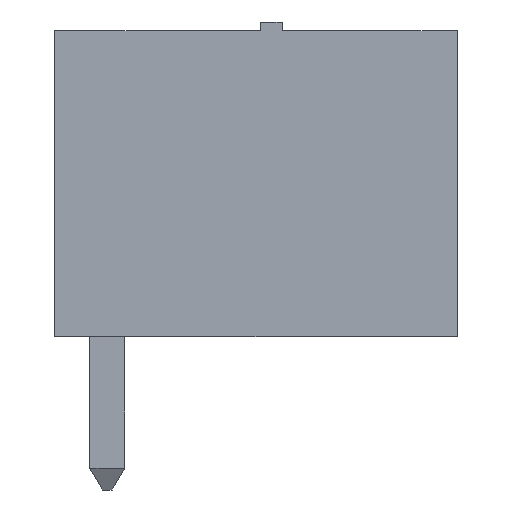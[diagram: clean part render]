
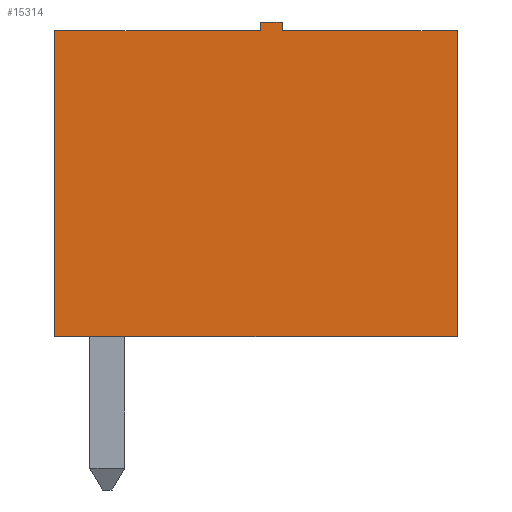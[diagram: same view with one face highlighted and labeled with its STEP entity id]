
A CAD part, left-side view. The second image highlights one B-rep face of the part: STEP entity #15314.
In plain terms, the highlighted planar face has unit normal (-1, 0, 0).
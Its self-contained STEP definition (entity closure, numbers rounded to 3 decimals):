
#326 = CARTESIAN_POINT ( 'NONE',  ( -8.215, 4.6, 7. ) ) ;
#427 = ORIENTED_EDGE ( 'NONE', *, *, #19490, .F. ) ;
#662 = EDGE_CURVE ( 'NONE', #14210, #16064, #2170, .T. ) ;
#1197 = CARTESIAN_POINT ( 'NONE',  ( -8.215, -0.6, 7.2 ) ) ;
#1424 = LINE ( 'NONE', #23428, #3068 ) ;
#1743 = LINE ( 'NONE', #5670, #13508 ) ;
#1853 = AXIS2_PLACEMENT_3D ( 'NONE', #23065, #4746, #15440 ) ;
#1926 = CARTESIAN_POINT ( 'NONE',  ( -8.215, -4.6, 7. ) ) ;
#2031 = VECTOR ( 'NONE', #3545, 1000. ) ;
#2170 = LINE ( 'NONE', #326, #21339 ) ;
#2636 = DIRECTION ( 'NONE',  ( 0., -1., 0. ) ) ;
#3068 = VECTOR ( 'NONE', #16252, 1000. ) ;
#3143 = ORIENTED_EDGE ( 'NONE', *, *, #10371, .T. ) ;
#3545 = DIRECTION ( 'NONE',  ( 0., 0., -1. ) ) ;
#4068 = VECTOR ( 'NONE', #6298, 1000. ) ;
#4332 = ORIENTED_EDGE ( 'NONE', *, *, #16701, .T. ) ;
#4746 = DIRECTION ( 'NONE',  ( 1., 0., 0. ) ) ;
#5269 = LINE ( 'NONE', #1197, #2031 ) ;
#5670 = CARTESIAN_POINT ( 'NONE',  ( -8.215, -4.6, 7. ) ) ;
#6298 = DIRECTION ( 'NONE',  ( 0., 0., -1. ) ) ;
#7841 = VERTEX_POINT ( 'NONE', #15095 ) ;
#8124 = ORIENTED_EDGE ( 'NONE', *, *, #16293, .F. ) ;
#8207 = CARTESIAN_POINT ( 'NONE',  ( -8.215, 4.6, 7. ) ) ;
#8293 = VECTOR ( 'NONE', #14565, 1000. ) ;
#8347 = EDGE_CURVE ( 'NONE', #15176, #17357, #9336, .T. ) ;
#8832 = VECTOR ( 'NONE', #2636, 1000. ) ;
#9336 = LINE ( 'NONE', #23900, #8293 ) ;
#9526 = DIRECTION ( 'NONE',  ( 0., 0., -1. ) ) ;
#9914 = LINE ( 'NONE', #20876, #8832 ) ;
#10371 = EDGE_CURVE ( 'NONE', #16064, #7841, #9914, .T. ) ;
#10935 = CARTESIAN_POINT ( 'NONE',  ( -8.215, 4.6, 0. ) ) ;
#11891 = CARTESIAN_POINT ( 'NONE',  ( -8.215, -0.6, 7. ) ) ;
#11958 = ORIENTED_EDGE ( 'NONE', *, *, #23547, .F. ) ;
#12185 = LINE ( 'NONE', #8207, #20193 ) ;
#12425 = CARTESIAN_POINT ( 'NONE',  ( -8.215, -0.1, 7.2 ) ) ;
#13223 = ORIENTED_EDGE ( 'NONE', *, *, #23412, .F. ) ;
#13508 = VECTOR ( 'NONE', #9526, 1000. ) ;
#14210 = VERTEX_POINT ( 'NONE', #22475 ) ;
#14565 = DIRECTION ( 'NONE',  ( 0., -1., 0. ) ) ;
#15095 = CARTESIAN_POINT ( 'NONE',  ( -8.215, -4.6, 0. ) ) ;
#15176 = VERTEX_POINT ( 'NONE', #12425 ) ;
#15314 = ADVANCED_FACE ( 'NONE', ( #15659 ), #15553, .F. ) ;
#15440 = DIRECTION ( 'NONE',  ( 0., 0., -1. ) ) ;
#15508 = LINE ( 'NONE', #22792, #4068 ) ;
#15544 = CARTESIAN_POINT ( 'NONE',  ( -8.215, -0.1, 7. ) ) ;
#15553 = PLANE ( 'NONE',  #1853 ) ;
#15659 = FACE_OUTER_BOUND ( 'NONE', #21441, .T. ) ;
#16064 = VERTEX_POINT ( 'NONE', #10935 ) ;
#16252 = DIRECTION ( 'NONE',  ( 0., -1., 0. ) ) ;
#16293 = EDGE_CURVE ( 'NONE', #14210, #17564, #1424, .T. ) ;
#16402 = VERTEX_POINT ( 'NONE', #11891 ) ;
#16701 = EDGE_CURVE ( 'NONE', #15176, #17564, #15508, .T. ) ;
#17357 = VERTEX_POINT ( 'NONE', #18551 ) ;
#17564 = VERTEX_POINT ( 'NONE', #15544 ) ;
#18551 = CARTESIAN_POINT ( 'NONE',  ( -8.215, -0.6, 7.2 ) ) ;
#19490 = EDGE_CURVE ( 'NONE', #20032, #7841, #1743, .T. ) ;
#20032 = VERTEX_POINT ( 'NONE', #1926 ) ;
#20193 = VECTOR ( 'NONE', #23104, 1000. ) ;
#20423 = DIRECTION ( 'NONE',  ( 0., 0., -1. ) ) ;
#20461 = ORIENTED_EDGE ( 'NONE', *, *, #662, .T. ) ;
#20876 = CARTESIAN_POINT ( 'NONE',  ( -8.215, 4.6, 0. ) ) ;
#21339 = VECTOR ( 'NONE', #20423, 1000. ) ;
#21441 = EDGE_LOOP ( 'NONE', ( #3143, #427, #13223, #11958, #23279, #4332, #8124, #20461 ) ) ;
#22475 = CARTESIAN_POINT ( 'NONE',  ( -8.215, 4.6, 7. ) ) ;
#22792 = CARTESIAN_POINT ( 'NONE',  ( -8.215, -0.1, 7.2 ) ) ;
#23065 = CARTESIAN_POINT ( 'NONE',  ( -8.215, 4.6, 7. ) ) ;
#23104 = DIRECTION ( 'NONE',  ( 0., -1., 0. ) ) ;
#23279 = ORIENTED_EDGE ( 'NONE', *, *, #8347, .F. ) ;
#23412 = EDGE_CURVE ( 'NONE', #16402, #20032, #12185, .T. ) ;
#23428 = CARTESIAN_POINT ( 'NONE',  ( -8.215, 4.6, 7. ) ) ;
#23547 = EDGE_CURVE ( 'NONE', #17357, #16402, #5269, .T. ) ;
#23900 = CARTESIAN_POINT ( 'NONE',  ( -8.215, -0.6, 7.2 ) ) ;
